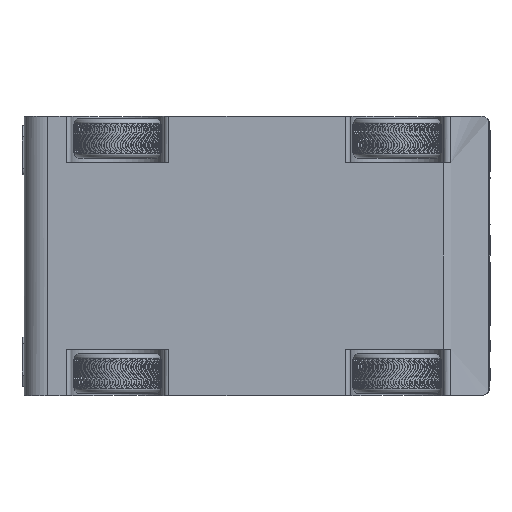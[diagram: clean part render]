
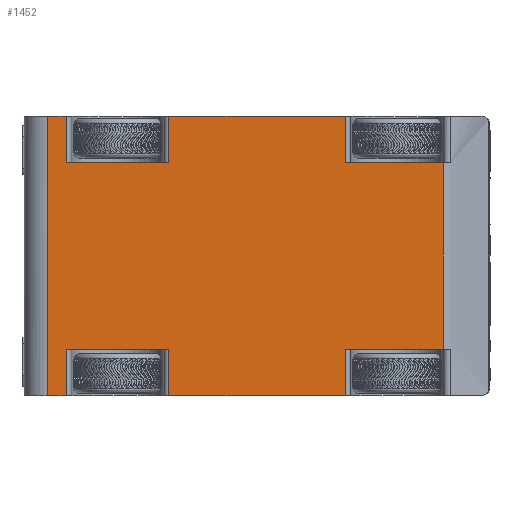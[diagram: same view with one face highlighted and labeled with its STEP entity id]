
A CAD part, front view. The second image highlights one B-rep face of the part: STEP entity #1452.
In plain terms, the highlighted free-form (B-spline) face has degree [1, 1] with [2, 2] control points.
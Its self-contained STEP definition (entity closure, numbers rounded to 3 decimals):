
#954 = VERTEX_POINT('',#955);
#955 = CARTESIAN_POINT('',(9384.603,0.,
    -18163.747));
#963 = EDGE_CURVE('',#964,#954,#966,.T.);
#964 = VERTEX_POINT('',#965);
#965 = CARTESIAN_POINT('',(20888.309,0.,
    -18163.747));
#966 = B_SPLINE_CURVE_WITH_KNOTS('',1,(#967,#968),.UNSPECIFIED.,.F.,.F.,
  (2,2),(0.,9652.),.PIECEWISE_BEZIER_KNOTS.);
#967 = CARTESIAN_POINT('',(20888.309,0.,
    -18163.747));
#968 = CARTESIAN_POINT('',(9384.603,0.,
    -18163.747));
#1079 = VERTEX_POINT('',#1080);
#1080 = CARTESIAN_POINT('',(1513.646,0.,
    -18163.747));
#1086 = EDGE_CURVE('',#1087,#1079,#1089,.T.);
#1087 = VERTEX_POINT('',#1088);
#1088 = CARTESIAN_POINT('',(2724.562,0.,
    -18163.747));
#1089 = B_SPLINE_CURVE_WITH_KNOTS('',1,(#1090,#1091),.UNSPECIFIED.,.F.,
  .F.,(2,2),(0.,1016.),.PIECEWISE_BEZIER_KNOTS.);
#1090 = CARTESIAN_POINT('',(2724.562,0.,
    -18163.747));
#1091 = CARTESIAN_POINT('',(1513.646,0.,
    -18163.747));
#1129 = EDGE_CURVE('',#1130,#954,#1132,.T.);
#1130 = VERTEX_POINT('',#1131);
#1131 = CARTESIAN_POINT('',(9384.603,0.,
    -15136.456));
#1132 = B_SPLINE_CURVE_WITH_KNOTS('',1,(#1133,#1134),.UNSPECIFIED.,.F.,
  .F.,(2,2),(0.,2540.),.PIECEWISE_BEZIER_KNOTS.);
#1133 = CARTESIAN_POINT('',(9384.603,0.,
    -15136.456));
#1134 = CARTESIAN_POINT('',(9384.603,0.,
    -18163.747));
#1432 = VERTEX_POINT('',#1433);
#1433 = CARTESIAN_POINT('',(2724.562,0.,
    -15136.456));
#1439 = EDGE_CURVE('',#1087,#1432,#1440,.T.);
#1440 = B_SPLINE_CURVE_WITH_KNOTS('',1,(#1441,#1442),.UNSPECIFIED.,.F.,
  .F.,(2,2),(0.,2540.),.PIECEWISE_BEZIER_KNOTS.);
#1441 = CARTESIAN_POINT('',(2724.562,0.,
    -18163.747));
#1442 = CARTESIAN_POINT('',(2724.562,0.,
    -15136.456));
#1452 = ADVANCED_FACE('',(#1453),#1539,.F.);
#1453 = FACE_BOUND('',#1454,.F.);
#1454 = EDGE_LOOP('',(#1455,#1464,#1471,#1478,#1485,#1492,#1499,#1506,
    #1513,#1518,#1519,#1520,#1525,#1526,#1527,#1534));
#1455 = ORIENTED_EDGE('',*,*,#1456,.F.);
#1456 = EDGE_CURVE('',#1457,#1459,#1461,.T.);
#1457 = VERTEX_POINT('',#1458);
#1458 = CARTESIAN_POINT('',(2724.562,0.,
    -3027.291));
#1459 = VERTEX_POINT('',#1460);
#1460 = CARTESIAN_POINT('',(2724.562,0.,0.));
#1461 = B_SPLINE_CURVE_WITH_KNOTS('',1,(#1462,#1463),.UNSPECIFIED.,.F.,
  .F.,(2,2),(0.,2540.),.PIECEWISE_BEZIER_KNOTS.);
#1462 = CARTESIAN_POINT('',(2724.562,0.,
    -3027.291));
#1463 = CARTESIAN_POINT('',(2724.562,0.,0.));
#1464 = ORIENTED_EDGE('',*,*,#1465,.F.);
#1465 = EDGE_CURVE('',#1466,#1457,#1468,.T.);
#1466 = VERTEX_POINT('',#1467);
#1467 = CARTESIAN_POINT('',(9384.603,0.,
    -3027.291));
#1468 = B_SPLINE_CURVE_WITH_KNOTS('',1,(#1469,#1470),.UNSPECIFIED.,.F.,
  .F.,(2,2),(0.,5588.),.PIECEWISE_BEZIER_KNOTS.);
#1469 = CARTESIAN_POINT('',(9384.603,0.,
    -3027.291));
#1470 = CARTESIAN_POINT('',(2724.562,0.,
    -3027.291));
#1471 = ORIENTED_EDGE('',*,*,#1472,.F.);
#1472 = EDGE_CURVE('',#1473,#1466,#1475,.T.);
#1473 = VERTEX_POINT('',#1474);
#1474 = CARTESIAN_POINT('',(9384.603,0.,0.));
#1475 = B_SPLINE_CURVE_WITH_KNOTS('',1,(#1476,#1477),.UNSPECIFIED.,.F.,
  .F.,(2,2),(0.,2540.),.PIECEWISE_BEZIER_KNOTS.);
#1476 = CARTESIAN_POINT('',(9384.603,0.,0.));
#1477 = CARTESIAN_POINT('',(9384.603,0.,
    -3027.291));
#1478 = ORIENTED_EDGE('',*,*,#1479,.T.);
#1479 = EDGE_CURVE('',#1473,#1480,#1482,.T.);
#1480 = VERTEX_POINT('',#1481);
#1481 = CARTESIAN_POINT('',(20888.309,0.,0.));
#1482 = B_SPLINE_CURVE_WITH_KNOTS('',1,(#1483,#1484),.UNSPECIFIED.,.F.,
  .F.,(2,2),(0.,9652.),.PIECEWISE_BEZIER_KNOTS.);
#1483 = CARTESIAN_POINT('',(9384.603,0.,0.));
#1484 = CARTESIAN_POINT('',(20888.309,0.,0.));
#1485 = ORIENTED_EDGE('',*,*,#1486,.F.);
#1486 = EDGE_CURVE('',#1487,#1480,#1489,.T.);
#1487 = VERTEX_POINT('',#1488);
#1488 = CARTESIAN_POINT('',(20888.309,0.,
    -3027.291));
#1489 = B_SPLINE_CURVE_WITH_KNOTS('',1,(#1490,#1491),.UNSPECIFIED.,.F.,
  .F.,(2,2),(0.,2540.),.PIECEWISE_BEZIER_KNOTS.);
#1490 = CARTESIAN_POINT('',(20888.309,0.,
    -3027.291));
#1491 = CARTESIAN_POINT('',(20888.309,0.,0.));
#1492 = ORIENTED_EDGE('',*,*,#1493,.F.);
#1493 = EDGE_CURVE('',#1494,#1487,#1496,.T.);
#1494 = VERTEX_POINT('',#1495);
#1495 = CARTESIAN_POINT('',(27219.496,0.,
    -3027.291));
#1496 = B_SPLINE_CURVE_WITH_KNOTS('',1,(#1497,#1498),.UNSPECIFIED.,.F.,
  .F.,(2,2),(0.,5312.081),.PIECEWISE_BEZIER_KNOTS.);
#1497 = CARTESIAN_POINT('',(27219.496,0.,
    -3027.291));
#1498 = CARTESIAN_POINT('',(20888.309,0.,
    -3027.291));
#1499 = ORIENTED_EDGE('',*,*,#1500,.F.);
#1500 = EDGE_CURVE('',#1501,#1494,#1503,.T.);
#1501 = VERTEX_POINT('',#1502);
#1502 = CARTESIAN_POINT('',(27219.496,0.,
    -15136.456));
#1503 = B_SPLINE_CURVE_WITH_KNOTS('',1,(#1504,#1505),.UNSPECIFIED.,.F.,
  .F.,(2,2),(0.,10160.),.PIECEWISE_BEZIER_KNOTS.);
#1504 = CARTESIAN_POINT('',(27219.496,0.,
    -15136.456));
#1505 = CARTESIAN_POINT('',(27219.496,0.,
    -3027.291));
#1506 = ORIENTED_EDGE('',*,*,#1507,.F.);
#1507 = EDGE_CURVE('',#1508,#1501,#1510,.T.);
#1508 = VERTEX_POINT('',#1509);
#1509 = CARTESIAN_POINT('',(20888.309,0.,
    -15136.456));
#1510 = B_SPLINE_CURVE_WITH_KNOTS('',1,(#1511,#1512),.UNSPECIFIED.,.F.,
  .F.,(2,2),(0.,5312.081),.PIECEWISE_BEZIER_KNOTS.);
#1511 = CARTESIAN_POINT('',(20888.309,0.,
    -15136.456));
#1512 = CARTESIAN_POINT('',(27219.496,0.,
    -15136.456));
#1513 = ORIENTED_EDGE('',*,*,#1514,.F.);
#1514 = EDGE_CURVE('',#964,#1508,#1515,.T.);
#1515 = B_SPLINE_CURVE_WITH_KNOTS('',1,(#1516,#1517),.UNSPECIFIED.,.F.,
  .F.,(2,2),(0.,2540.),.PIECEWISE_BEZIER_KNOTS.);
#1516 = CARTESIAN_POINT('',(20888.309,0.,
    -18163.747));
#1517 = CARTESIAN_POINT('',(20888.309,0.,
    -15136.456));
#1518 = ORIENTED_EDGE('',*,*,#963,.T.);
#1519 = ORIENTED_EDGE('',*,*,#1129,.F.);
#1520 = ORIENTED_EDGE('',*,*,#1521,.F.);
#1521 = EDGE_CURVE('',#1432,#1130,#1522,.T.);
#1522 = B_SPLINE_CURVE_WITH_KNOTS('',1,(#1523,#1524),.UNSPECIFIED.,.F.,
  .F.,(2,2),(0.,5588.),.PIECEWISE_BEZIER_KNOTS.);
#1523 = CARTESIAN_POINT('',(2724.562,0.,
    -15136.456));
#1524 = CARTESIAN_POINT('',(9384.603,0.,
    -15136.456));
#1525 = ORIENTED_EDGE('',*,*,#1439,.F.);
#1526 = ORIENTED_EDGE('',*,*,#1086,.T.);
#1527 = ORIENTED_EDGE('',*,*,#1528,.F.);
#1528 = EDGE_CURVE('',#1529,#1079,#1531,.T.);
#1529 = VERTEX_POINT('',#1530);
#1530 = CARTESIAN_POINT('',(1513.646,0.,0.));
#1531 = B_SPLINE_CURVE_WITH_KNOTS('',1,(#1532,#1533),.UNSPECIFIED.,.F.,
  .F.,(2,2),(0.,15240.),.PIECEWISE_BEZIER_KNOTS.);
#1532 = CARTESIAN_POINT('',(1513.646,0.,0.));
#1533 = CARTESIAN_POINT('',(1513.646,0.,
    -18163.747));
#1534 = ORIENTED_EDGE('',*,*,#1535,.T.);
#1535 = EDGE_CURVE('',#1529,#1459,#1536,.T.);
#1536 = B_SPLINE_CURVE_WITH_KNOTS('',1,(#1537,#1538),.UNSPECIFIED.,.F.,
  .F.,(2,2),(0.,1016.),.PIECEWISE_BEZIER_KNOTS.);
#1537 = CARTESIAN_POINT('',(1513.646,0.,0.));
#1538 = CARTESIAN_POINT('',(2724.562,0.,0.));
#1539 = B_SPLINE_SURFACE_WITH_KNOTS('',1,1,(
    (#1540,#1541)
    ,(#1542,#1543
    )),.UNSPECIFIED.,.F.,.F.,.F.,(2,2),(2,2),(-11430.,
    10138.081),(-7620.,7620.),.PIECEWISE_BEZIER_KNOTS.);
#1540 = CARTESIAN_POINT('',(1513.646,0.,0.));
#1541 = CARTESIAN_POINT('',(1513.646,0.,
    -18163.747));
#1542 = CARTESIAN_POINT('',(27219.496,0.,0.));
#1543 = CARTESIAN_POINT('',(27219.496,0.,
    -18163.747));
